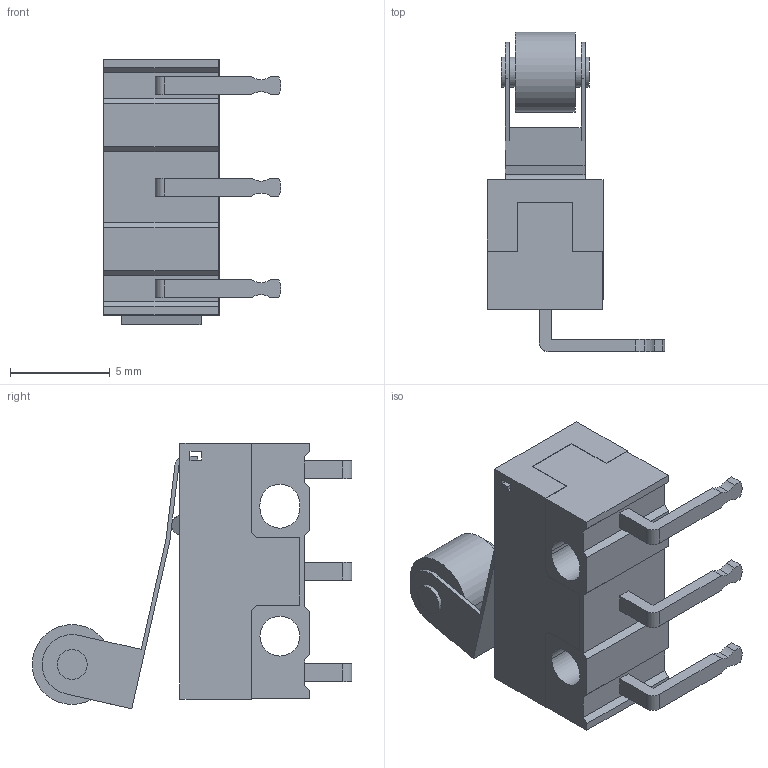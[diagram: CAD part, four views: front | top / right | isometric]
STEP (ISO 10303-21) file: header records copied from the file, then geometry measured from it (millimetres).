
FILE_DESCRIPTION(('FreeCAD Model'),'2;1');
FILE_NAME('D2F-01FL2-A1.step','2020-05-19T19:02:48',('Author'),(''), 'Open CASCADE STEP processor 7.3','FreeCAD','Unknown');
FILE_SCHEMA(('AUTOMOTIVE_DESIGN { 1 0 10303 214 1 1 1 1 }'));
Length unit declared in the file: millimetre
Products named in the file (3): DG13-B2RA|NAUO3#PRODUCT_NAME_30;Importiert1; DG13-B2RA|NAUO2#PRODUCT_NAME_29;Importiert1; DG13-B2RA|NAUO1#PRODUCT_NAME_28;Importiert1
Bounding box: 8.9 x 16 x 13.29 mm (x, y, z)
Volume: 497.1 mm3; surface area: 814 mm2
Topology: 3 solids, 3 shells, 154 faces, 417 edges, 278 vertices
Faces by surface type: plane 115, cylinder 39
Entity records: 11514 total; most frequent: CARTESIAN_POINT 2040, DIRECTION 1584, LINE 1083, VECTOR 1083, ORIENTED_EDGE 834, PCURVE 834, DEFINITIONAL_REPRESENTATION 834, EDGE_CURVE 417
